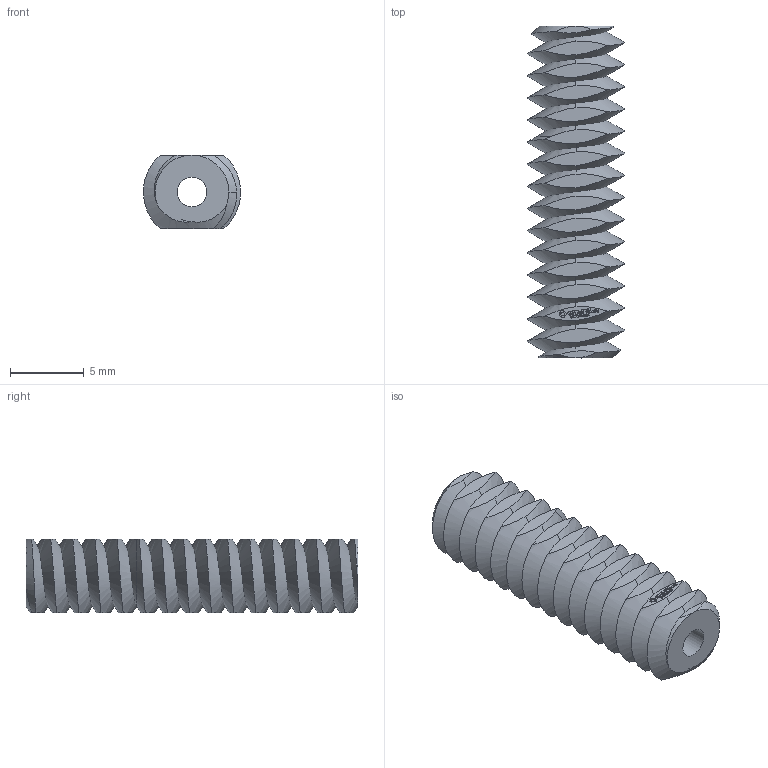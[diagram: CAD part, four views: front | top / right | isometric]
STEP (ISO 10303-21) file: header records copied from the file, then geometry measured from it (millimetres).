
FILE_DESCRIPTION(('FreeCAD Model'),'2;1');
FILE_NAME('Open CASCADE Shape Model','2023-11-29T16:37:27',(''),(''), 'Open CASCADE STEP processor 7.6','FreeCAD','Unknown');
FILE_SCHEMA(('AUTOMOTIVE_DESIGN { 1 0 10303 214 1 1 1 1 }'));
Length unit declared in the file: millimetre
Products named in the file (1): Threaded Rod FL-RH BU01.00 - SPN-THR-0004 (stemfie.org)
Bounding box: 6.59 x 22.5 x 5 mm (x, y, z)
Volume: 408.7 mm3; surface area: 833.5 mm2
Topology: 1 solids, 1 shells, 520 faces, 1437 edges, 952 vertices
Faces by surface type: plane 347, extrusion 132, bspline 34, cone 6, cylinder 1
Full cylindrical faces by diameter (mm): 2 x1
Entity records: 46345 total; most frequent: CARTESIAN_POINT 19197, DIRECTION 4227, VECTOR 3479, LINE 3347, ORIENTED_EDGE 2874, PCURVE 2874, DEFINITIONAL_REPRESENTATION 2874, EDGE_CURVE 1437
